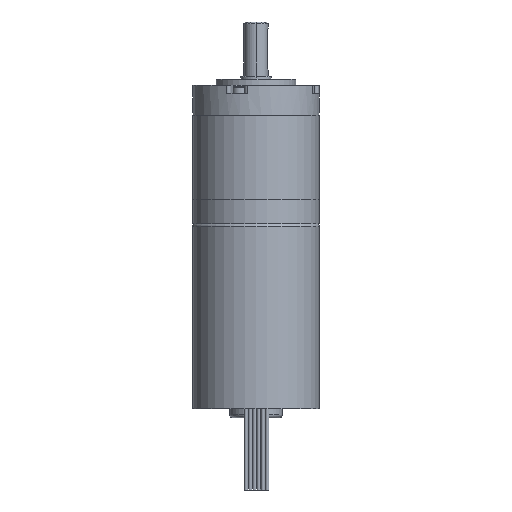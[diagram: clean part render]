
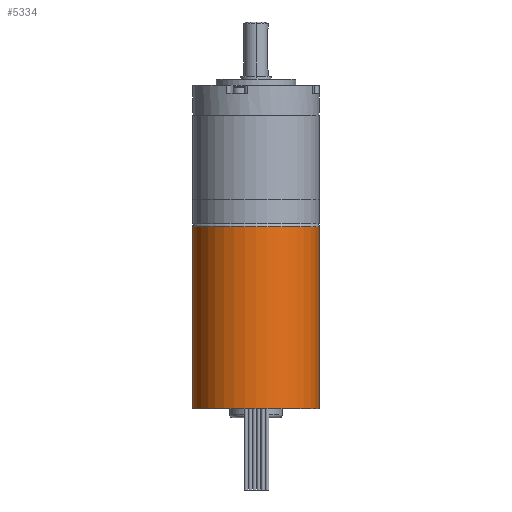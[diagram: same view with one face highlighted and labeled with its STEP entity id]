
A CAD part, front view. The second image highlights one B-rep face of the part: STEP entity #5334.
In plain terms, the highlighted cylindrical face has radius 21 mm (diameter 42 mm), a partial arc.
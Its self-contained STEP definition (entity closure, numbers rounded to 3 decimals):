
#557 = DIRECTION ( 'NONE',  ( 0., 0., -1. ) ) ;
#774 = CARTESIAN_POINT ( 'NONE',  ( -21., 0., 59. ) ) ;
#1383 = CARTESIAN_POINT ( 'NONE',  ( 21., 0., 59. ) ) ;
#1459 = EDGE_CURVE ( 'NONE', #3917, #1581, #2960, .T. ) ;
#1581 = VERTEX_POINT ( 'NONE', #774 ) ;
#1763 = DIRECTION ( 'NONE',  ( 0., 0., -1. ) ) ;
#1843 = CARTESIAN_POINT ( 'NONE',  ( -21., 0., 60. ) ) ;
#2415 = VECTOR ( 'NONE', #557, 1000. ) ;
#2558 = DIRECTION ( 'NONE',  ( -1., 0., 0. ) ) ;
#2721 = CARTESIAN_POINT ( 'NONE',  ( -21., 0., -1.5 ) ) ;
#2794 = DIRECTION ( 'NONE',  ( 0., 0., -1. ) ) ;
#2960 = CIRCLE ( 'NONE', #5768, 21. ) ;
#2990 = EDGE_CURVE ( 'NONE', #9103, #3530, #4650, .T. ) ;
#3277 = AXIS2_PLACEMENT_3D ( 'NONE', #6736, #1763, #8969 ) ;
#3530 = VERTEX_POINT ( 'NONE', #2721 ) ;
#3833 = LINE ( 'NONE', #6261, #2415 ) ;
#3917 = VERTEX_POINT ( 'NONE', #1383 ) ;
#3974 = DIRECTION ( 'NONE',  ( 0., 0., -1. ) ) ;
#4052 = ORIENTED_EDGE ( 'NONE', *, *, #6962, .F. ) ;
#4137 = CARTESIAN_POINT ( 'NONE',  ( 0., 0., 59. ) ) ;
#4155 = ORIENTED_EDGE ( 'NONE', *, *, #5755, .T. ) ;
#4569 = ORIENTED_EDGE ( 'NONE', *, *, #1459, .T. ) ;
#4650 = CIRCLE ( 'NONE', #7581, 21. ) ;
#4696 = CARTESIAN_POINT ( 'NONE',  ( 0., 0., -1.5 ) ) ;
#4824 = ORIENTED_EDGE ( 'NONE', *, *, #2990, .F. ) ;
#4864 = DIRECTION ( 'NONE',  ( 0., 0., -1. ) ) ;
#5334 = ADVANCED_FACE ( 'NONE', ( #8832 ), #6139, .T. ) ;
#5755 = EDGE_CURVE ( 'NONE', #1581, #3530, #5957, .T. ) ;
#5768 = AXIS2_PLACEMENT_3D ( 'NONE', #4137, #2794, #7542 ) ;
#5957 = LINE ( 'NONE', #1843, #6358 ) ;
#6054 = EDGE_LOOP ( 'NONE', ( #4052, #4569, #4155, #4824 ) ) ;
#6139 = CYLINDRICAL_SURFACE ( 'NONE', #3277, 21. ) ;
#6261 = CARTESIAN_POINT ( 'NONE',  ( 21., 0., 60. ) ) ;
#6358 = VECTOR ( 'NONE', #3974, 1000. ) ;
#6736 = CARTESIAN_POINT ( 'NONE',  ( 0., 0., 60. ) ) ;
#6962 = EDGE_CURVE ( 'NONE', #3917, #9103, #3833, .T. ) ;
#7514 = CARTESIAN_POINT ( 'NONE',  ( 21., 0., -1.5 ) ) ;
#7542 = DIRECTION ( 'NONE',  ( 1., 0., 0. ) ) ;
#7581 = AXIS2_PLACEMENT_3D ( 'NONE', #4696, #4864, #2558 ) ;
#8832 = FACE_OUTER_BOUND ( 'NONE', #6054, .T. ) ;
#8969 = DIRECTION ( 'NONE',  ( -1., 0., 0. ) ) ;
#9103 = VERTEX_POINT ( 'NONE', #7514 ) ;
